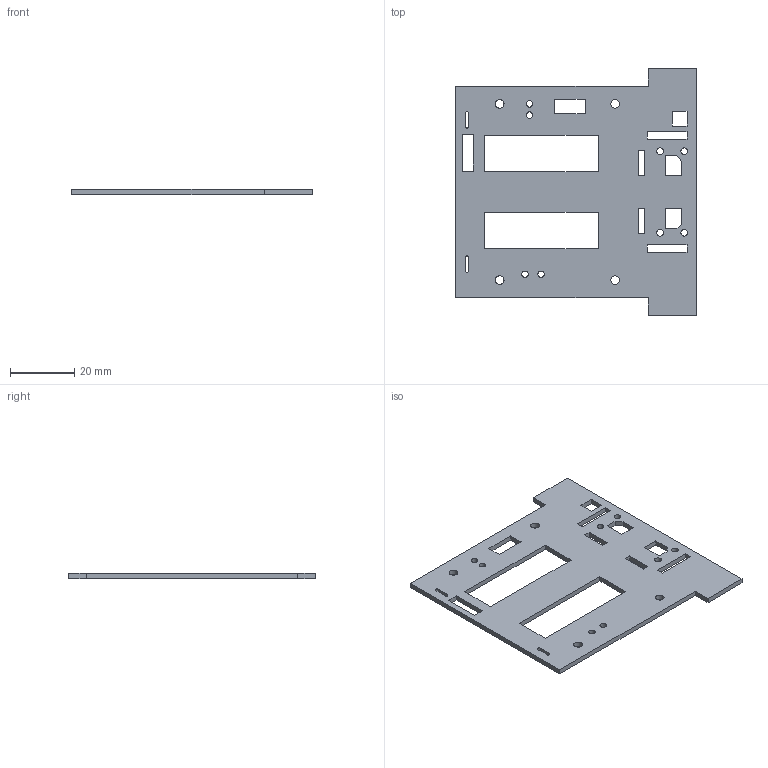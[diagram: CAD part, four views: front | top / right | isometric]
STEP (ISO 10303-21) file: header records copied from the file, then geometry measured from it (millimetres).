
FILE_DESCRIPTION(('KiCad electronic assembly'),'2;1');
FILE_NAME('spacer.step','2021-11-05T10:13:53',('Pcbnew'),('Kicad'), 'Open CASCADE STEP processor 7.5','KiCad to STEP converter','Unknown' );
FILE_SCHEMA(('AUTOMOTIVE_DESIGN { 1 0 10303 214 1 1 1 1 }'));
Length unit declared in the file: millimetre
Products named in the file (2): spacer 1; COMPOUND
Assembly tree (1 placements, depth 2):
  spacer 1
    COMPOUND
Bounding box: 75 x 77 x 1.59 mm (x, y, z)
Volume: 6338.2 mm3; surface area: 9276.2 mm2
Topology: 1 solids, 1 shells, 78 faces, 228 edges, 152 vertices
Faces by surface type: plane 62, cylinder 16
Full cylindrical faces by diameter (mm): 2 x4, 2.1 x4, 2.7 x4
Entity records: 5771 total; most frequent: CARTESIAN_POINT 1108, DIRECTION 844, LINE 620, VECTOR 620, ORIENTED_EDGE 456, PCURVE 456, DEFINITIONAL_REPRESENTATION 456, EDGE_CURVE 228
